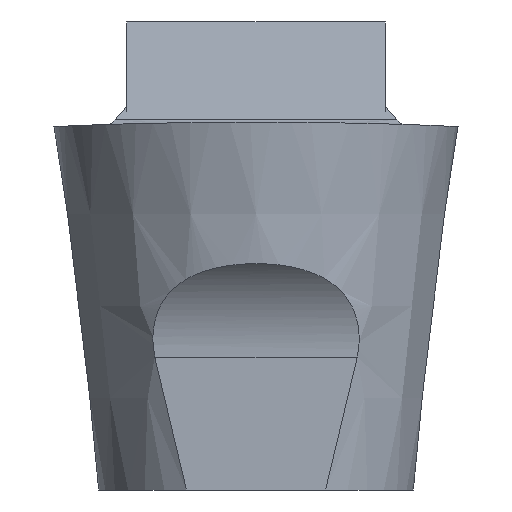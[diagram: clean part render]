
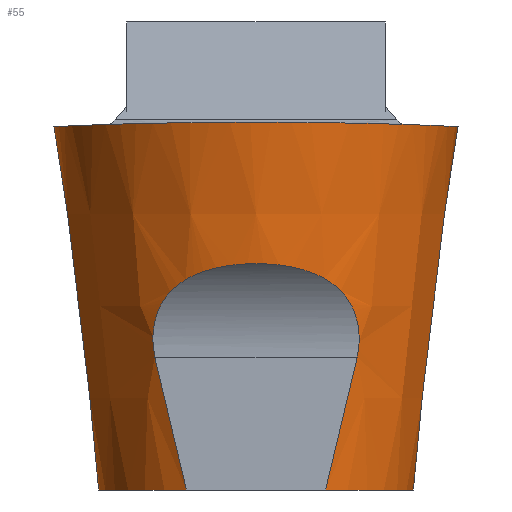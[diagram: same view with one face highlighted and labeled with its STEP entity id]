
A CAD part, front view. The second image highlights one B-rep face of the part: STEP entity #55.
In plain terms, the highlighted conical face has half-angle 7 degrees and reference radius 2.5 mm.
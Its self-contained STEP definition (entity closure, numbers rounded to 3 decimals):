
#45=CONICAL_SURFACE('',#529,2.5,7.);
#47=CIRCLE('',#527,1.948);
#48=CIRCLE('',#528,1.948);
#55=ADVANCED_FACE('SIDE_FP_AN_SU1',(#91),#45,.T.);
#91=FACE_OUTER_BOUND('',#115,.T.);
#115=EDGE_LOOP('',(#161,#162,#163,#164,#165,#166,#167,#168,#169,#170));
#161=ORIENTED_EDGE('',*,*,#333,.T.);
#162=ORIENTED_EDGE('',*,*,#335,.T.);
#163=ORIENTED_EDGE('',*,*,#336,.T.);
#164=ORIENTED_EDGE('',*,*,#337,.T.);
#165=ORIENTED_EDGE('',*,*,#326,.F.);
#166=ORIENTED_EDGE('',*,*,#338,.F.);
#167=ORIENTED_EDGE('',*,*,#339,.T.);
#168=ORIENTED_EDGE('',*,*,#340,.T.);
#169=ORIENTED_EDGE('',*,*,#341,.T.);
#170=ORIENTED_EDGE('',*,*,#342,.F.);
#281=VERTEX_POINT('',#755);
#282=VERTEX_POINT('',#757);
#287=VERTEX_POINT('',#802);
#288=VERTEX_POINT('',#804);
#289=VERTEX_POINT('',#814);
#290=VERTEX_POINT('',#846);
#291=VERTEX_POINT('',#855);
#292=VERTEX_POINT('',#860);
#293=VERTEX_POINT('',#898);
#294=VERTEX_POINT('',#903);
#326=EDGE_CURVE('',#281,#282,#391,.T.);
#333=EDGE_CURVE('',#288,#287,#393,.T.);
#335=EDGE_CURVE('',#287,#289,#475,.T.);
#336=EDGE_CURVE('',#289,#290,#476,.T.);
#337=EDGE_CURVE('',#290,#282,#477,.T.);
#338=EDGE_CURVE('',#291,#281,#47,.T.);
#339=EDGE_CURVE('',#291,#292,#478,.T.);
#340=EDGE_CURVE('',#292,#293,#479,.T.);
#341=EDGE_CURVE('',#293,#294,#480,.T.);
#342=EDGE_CURVE('',#288,#294,#48,.T.);
#391=LINE('',#756,#429);
#393=LINE('',#803,#431);
#429=VECTOR('',#567,1.);
#431=VECTOR('',#571,1.);
#475=B_SPLINE_CURVE_WITH_KNOTS('',3,(#807,#808,#809,#810,#811,#812,#813),
 .UNSPECIFIED.,.F.,.F.,(4,3,4),(0.,0.668,1.),.UNSPECIFIED.);
#476=B_SPLINE_CURVE_WITH_KNOTS('',3,(#815,#816,#817,#818,#819,#820,#821,
#822,#823,#824,#825,#826,#827,#828,#829,#830,#831,#832,#833,#834,#835,#836,
#837,#838,#839,#840,#841,#842,#843,#844,#845),.UNSPECIFIED.,.F.,.F.,(4,
3,3,3,3,3,3,3,3,3,4),(0.,0.108,0.216,0.323,
0.43,0.538,0.645,0.752,
0.859,0.966,1.),.UNSPECIFIED.);
#477=B_SPLINE_CURVE_WITH_KNOTS('',3,(#847,#848,#849,#850,#851,#852,#853),
 .UNSPECIFIED.,.F.,.F.,(4,3,4),(0.,0.326,1.),.UNSPECIFIED.);
#478=B_SPLINE_CURVE_WITH_KNOTS('',3,(#856,#857,#858,#859),.UNSPECIFIED.,
 .F.,.F.,(4,4),(0.,1.),.UNSPECIFIED.);
#479=B_SPLINE_CURVE_WITH_KNOTS('',3,(#861,#862,#863,#864,#865,#866,#867,
#868,#869,#870,#871,#872,#873,#874,#875,#876,#877,#878,#879,#880,#881,#882,
#883,#884,#885,#886,#887,#888,#889,#890,#891,#892,#893,#894,#895,#896,#897),
 .UNSPECIFIED.,.F.,.F.,(4,3,3,3,3,3,3,3,3,3,3,3,4),(0.,0.07,
0.141,0.209,0.28,0.381,
0.482,0.605,0.708,0.789,
0.872,0.943,1.),.UNSPECIFIED.);
#480=B_SPLINE_CURVE_WITH_KNOTS('',3,(#899,#900,#901,#902),.UNSPECIFIED.,
 .F.,.F.,(4,4),(0.,1.),.UNSPECIFIED.);
#527=AXIS2_PLACEMENT_3D('',#854,#575,#576);
#528=AXIS2_PLACEMENT_3D('',#904,#577,#578);
#529=AXIS2_PLACEMENT_3D('',#905,#579,#580);
#567=DIRECTION('',(-0.106,0.061,0.993));
#571=DIRECTION('',(0.106,0.061,0.993));
#575=DIRECTION('',(0.,0.,-1.));
#576=DIRECTION('',(-1.,0.,0.));
#577=DIRECTION('',(0.,0.,-1.));
#578=DIRECTION('',(-1.,0.,0.));
#579=DIRECTION('',(0.,0.,1.));
#580=DIRECTION('',(1.,0.,0.));
#755=CARTESIAN_POINT('',(-1.687,-9.47,-4.495));
#756=CARTESIAN_POINT('',(-2.165,-9.194,0.));
#757=CARTESIAN_POINT('',(-2.166,-9.193,0.004));
#802=CARTESIAN_POINT('',(2.166,-9.193,0.004));
#803=CARTESIAN_POINT('',(2.165,-9.194,0.));
#804=CARTESIAN_POINT('',(1.687,-9.47,-4.495));
#807=CARTESIAN_POINT('',(2.166,-9.193,0.004));
#808=CARTESIAN_POINT('',(2.31,-9.444,0.005));
#809=CARTESIAN_POINT('',(2.412,-9.724,0.003));
#810=CARTESIAN_POINT('',(2.462,-10.009,0.002));
#811=CARTESIAN_POINT('',(2.487,-10.152,0.001));
#812=CARTESIAN_POINT('',(2.5,-10.298,0.));
#813=CARTESIAN_POINT('',(2.5,-10.444,0.));
#814=CARTESIAN_POINT('',(2.5,-10.444,0.));
#815=CARTESIAN_POINT('',(2.5,-10.444,0.));
#816=CARTESIAN_POINT('',(2.5,-10.725,0.));
#817=CARTESIAN_POINT('',(2.452,-11.01,0.003));
#818=CARTESIAN_POINT('',(2.359,-11.275,0.007));
#819=CARTESIAN_POINT('',(2.266,-11.54,0.012));
#820=CARTESIAN_POINT('',(2.126,-11.793,0.018));
#821=CARTESIAN_POINT('',(1.95,-12.013,0.024));
#822=CARTESIAN_POINT('',(1.775,-12.232,0.03));
#823=CARTESIAN_POINT('',(1.559,-12.424,0.036));
#824=CARTESIAN_POINT('',(1.321,-12.572,0.041));
#825=CARTESIAN_POINT('',(1.083,-12.72,0.046));
#826=CARTESIAN_POINT('',(0.817,-12.829,0.051));
#827=CARTESIAN_POINT('',(0.544,-12.89,0.053));
#828=CARTESIAN_POINT('',(0.271,-12.951,0.055));
#829=CARTESIAN_POINT('',(-0.016,-12.966,0.056));
#830=CARTESIAN_POINT('',(-0.293,-12.933,0.054));
#831=CARTESIAN_POINT('',(-0.57,-12.9,0.053));
#832=CARTESIAN_POINT('',(-0.846,-12.819,0.05));
#833=CARTESIAN_POINT('',(-1.096,-12.697,0.046));
#834=CARTESIAN_POINT('',(-1.347,-12.574,0.041));
#835=CARTESIAN_POINT('',(-1.58,-12.406,0.036));
#836=CARTESIAN_POINT('',(-1.777,-12.208,0.03));
#837=CARTESIAN_POINT('',(-1.973,-12.009,0.024));
#838=CARTESIAN_POINT('',(-2.138,-11.773,0.017));
#839=CARTESIAN_POINT('',(-2.258,-11.52,0.012));
#840=CARTESIAN_POINT('',(-2.378,-11.267,0.006));
#841=CARTESIAN_POINT('',(-2.456,-10.989,0.002));
#842=CARTESIAN_POINT('',(-2.486,-10.711,0.001));
#843=CARTESIAN_POINT('',(-2.495,-10.622,0.));
#844=CARTESIAN_POINT('',(-2.5,-10.533,0.));
#845=CARTESIAN_POINT('',(-2.5,-10.444,0.));
#846=CARTESIAN_POINT('',(-2.5,-10.444,0.));
#847=CARTESIAN_POINT('',(-2.5,-10.444,0.));
#848=CARTESIAN_POINT('',(-2.5,-10.301,0.));
#849=CARTESIAN_POINT('',(-2.488,-10.157,0.001));
#850=CARTESIAN_POINT('',(-2.463,-10.016,0.002));
#851=CARTESIAN_POINT('',(-2.414,-9.729,0.003));
#852=CARTESIAN_POINT('',(-2.311,-9.446,0.005));
#853=CARTESIAN_POINT('',(-2.166,-9.193,0.004));
#854=CARTESIAN_POINT('',(0.,-10.444,-4.495));
#855=CARTESIAN_POINT('',(-0.861,-12.191,-4.495));
#856=CARTESIAN_POINT('',(-0.861,-12.191,-4.495));
#857=CARTESIAN_POINT('',(-1.012,-12.191,-3.952));
#858=CARTESIAN_POINT('',(-1.136,-12.191,-3.402));
#859=CARTESIAN_POINT('',(-1.253,-12.191,-2.851));
#860=CARTESIAN_POINT('',(-1.253,-12.191,-2.851));
#861=CARTESIAN_POINT('',(-1.253,-12.191,-2.851));
#862=CARTESIAN_POINT('',(-1.273,-12.191,-2.754));
#863=CARTESIAN_POINT('',(-1.28,-12.201,-2.654));
#864=CARTESIAN_POINT('',(-1.274,-12.22,-2.558));
#865=CARTESIAN_POINT('',(-1.268,-12.239,-2.462));
#866=CARTESIAN_POINT('',(-1.247,-12.268,-2.367));
#867=CARTESIAN_POINT('',(-1.213,-12.303,-2.282));
#868=CARTESIAN_POINT('',(-1.179,-12.337,-2.199));
#869=CARTESIAN_POINT('',(-1.132,-12.377,-2.123));
#870=CARTESIAN_POINT('',(-1.075,-12.417,-2.059));
#871=CARTESIAN_POINT('',(-1.015,-12.459,-1.991));
#872=CARTESIAN_POINT('',(-0.943,-12.502,-1.934));
#873=CARTESIAN_POINT('',(-0.864,-12.541,-1.888));
#874=CARTESIAN_POINT('',(-0.753,-12.595,-1.823));
#875=CARTESIAN_POINT('',(-0.625,-12.642,-1.777));
#876=CARTESIAN_POINT('',(-0.492,-12.676,-1.747));
#877=CARTESIAN_POINT('',(-0.358,-12.709,-1.716));
#878=CARTESIAN_POINT('',(-0.215,-12.729,-1.699));
#879=CARTESIAN_POINT('',(-0.073,-12.734,-1.695));
#880=CARTESIAN_POINT('',(0.097,-12.74,-1.69));
#881=CARTESIAN_POINT('',(0.271,-12.725,-1.702));
#882=CARTESIAN_POINT('',(0.434,-12.689,-1.734));
#883=CARTESIAN_POINT('',(0.572,-12.659,-1.761));
#884=CARTESIAN_POINT('',(0.705,-12.614,-1.803));
#885=CARTESIAN_POINT('',(0.823,-12.56,-1.865));
#886=CARTESIAN_POINT('',(0.916,-12.518,-1.914));
#887=CARTESIAN_POINT('',(1.001,-12.468,-1.977));
#888=CARTESIAN_POINT('',(1.07,-12.42,-2.054));
#889=CARTESIAN_POINT('',(1.14,-12.372,-2.131));
#890=CARTESIAN_POINT('',(1.195,-12.324,-2.224));
#891=CARTESIAN_POINT('',(1.229,-12.285,-2.327));
#892=CARTESIAN_POINT('',(1.259,-12.252,-2.416));
#893=CARTESIAN_POINT('',(1.275,-12.226,-2.514));
#894=CARTESIAN_POINT('',(1.276,-12.21,-2.612));
#895=CARTESIAN_POINT('',(1.277,-12.197,-2.691));
#896=CARTESIAN_POINT('',(1.269,-12.191,-2.772));
#897=CARTESIAN_POINT('',(1.253,-12.191,-2.851));
#898=CARTESIAN_POINT('',(1.253,-12.191,-2.851));
#899=CARTESIAN_POINT('',(1.253,-12.191,-2.851));
#900=CARTESIAN_POINT('',(1.136,-12.191,-3.402));
#901=CARTESIAN_POINT('',(1.012,-12.191,-3.953));
#902=CARTESIAN_POINT('',(0.861,-12.191,-4.495));
#903=CARTESIAN_POINT('',(0.861,-12.191,-4.495));
#904=CARTESIAN_POINT('',(0.,-10.444,-4.495));
#905=CARTESIAN_POINT('',(0.,-10.444,0.));
